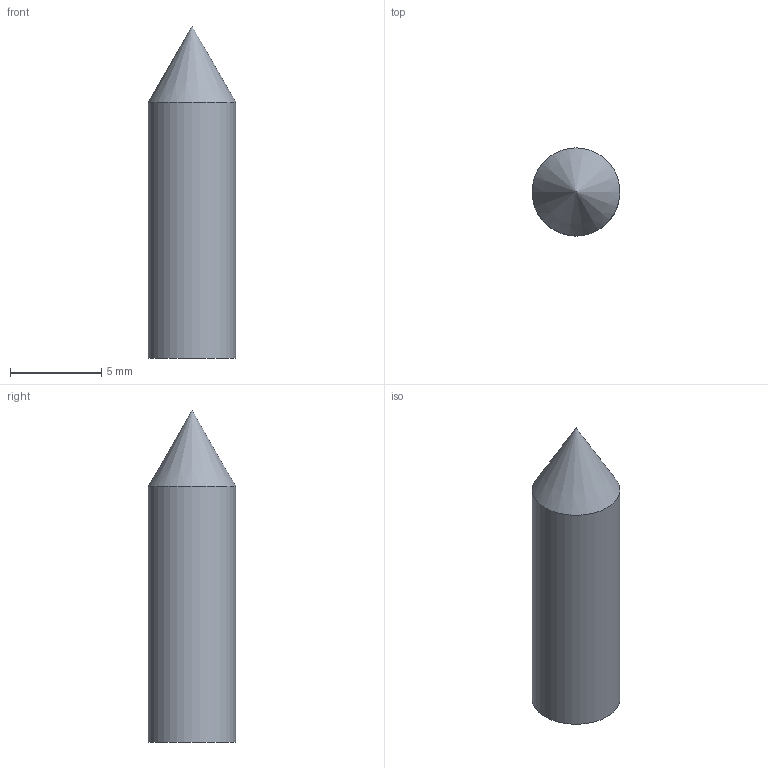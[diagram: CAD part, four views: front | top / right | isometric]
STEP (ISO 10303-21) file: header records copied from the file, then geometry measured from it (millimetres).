
FILE_DESCRIPTION(/* description */ (''),/* implementation_level */ '2;1');
FILE_NAME(/* name */ '03-03-PointyThing v2.step',/* time_stamp */ '2024-01-20T13:40:22+01:00',/* author */ (''),/* organization */ (''),/* preprocessor_version */ 'ST-DEVELOPER v20',/* originating_system */ 'Autodesk Translation Framework v12.14.0.127',/* authorisation */ '');
FILE_SCHEMA (('AUTOMOTIVE_DESIGN { 1 0 10303 214 3 1 1 }'));
Length unit declared in the file: millimetre
Products named in the file (1): 03-03-PointyThing
Bounding box: 4.8 x 4.8 x 18.16 mm (x, y, z)
Volume: 278.4 mm3; surface area: 265.4 mm2
Topology: 1 solids, 1 shells, 3 faces, 5 edges, 3 vertices
Faces by surface type: cone 1, cylinder 1, plane 1
Full cylindrical faces by diameter (mm): 4.8 x1
Entity records: 101 total; most frequent: DIRECTION 14, CARTESIAN_POINT 11, ORIENTED_EDGE 8, AXIS2_PLACEMENT_3D 6, EDGE_CURVE 4, FACE_OUTER_BOUND 3, EDGE_LOOP 3, VERTEX_POINT 3
